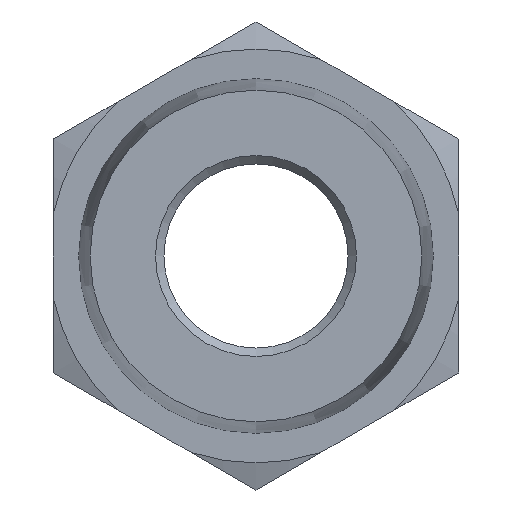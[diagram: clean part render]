
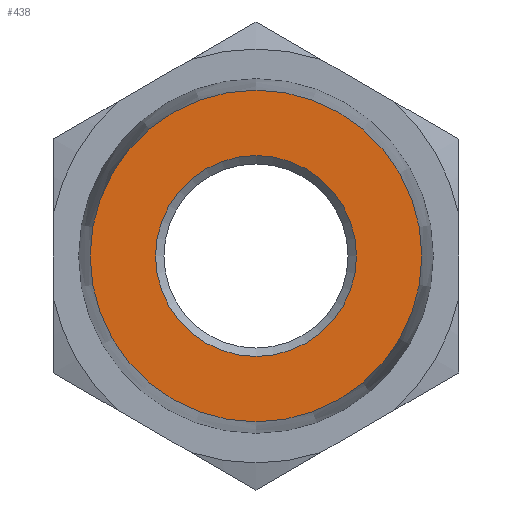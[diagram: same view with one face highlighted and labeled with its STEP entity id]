
A CAD part, front view. The second image highlights one B-rep face of the part: STEP entity #438.
In plain terms, the highlighted planar face has unit normal (0, -1, 0).
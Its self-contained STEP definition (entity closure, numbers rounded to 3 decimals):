
#51=CIRCLE('',#492,4.909);
#52=CIRCLE('',#494,2.975);
#157=ORIENTED_EDGE('',*,*,#262,.T.);
#158=ORIENTED_EDGE('',*,*,#261,.F.);
#261=EDGE_CURVE('',#305,#305,#51,.T.);
#262=EDGE_CURVE('',#306,#306,#52,.T.);
#305=VERTEX_POINT('',#807);
#306=VERTEX_POINT('',#810);
#359=EDGE_LOOP('',(#157));
#360=EDGE_LOOP('',(#158));
#395=FACE_BOUND('',#359,.T.);
#396=FACE_BOUND('',#360,.T.);
#427=PLANE('',#493);
#438=ADVANCED_FACE('',(#395,#396),#427,.F.);
#492=AXIS2_PLACEMENT_3D('',#806,#582,#583);
#493=AXIS2_PLACEMENT_3D('',#808,#584,#585);
#494=AXIS2_PLACEMENT_3D('',#809,#586,#587);
#582=DIRECTION('',(0.,1.,0.));
#583=DIRECTION('',(0.,0.,1.));
#584=DIRECTION('',(0.,1.,0.));
#585=DIRECTION('',(0.,0.,1.));
#586=DIRECTION('',(0.,1.,0.));
#587=DIRECTION('',(0.,0.,1.));
#806=CARTESIAN_POINT('',(0.,-10.05,0.));
#807=CARTESIAN_POINT('',(0.,-10.05,4.909));
#808=CARTESIAN_POINT('',(0.,-10.05,0.));
#809=CARTESIAN_POINT('',(0.,-10.05,0.));
#810=CARTESIAN_POINT('',(0.,-10.05,2.975));
